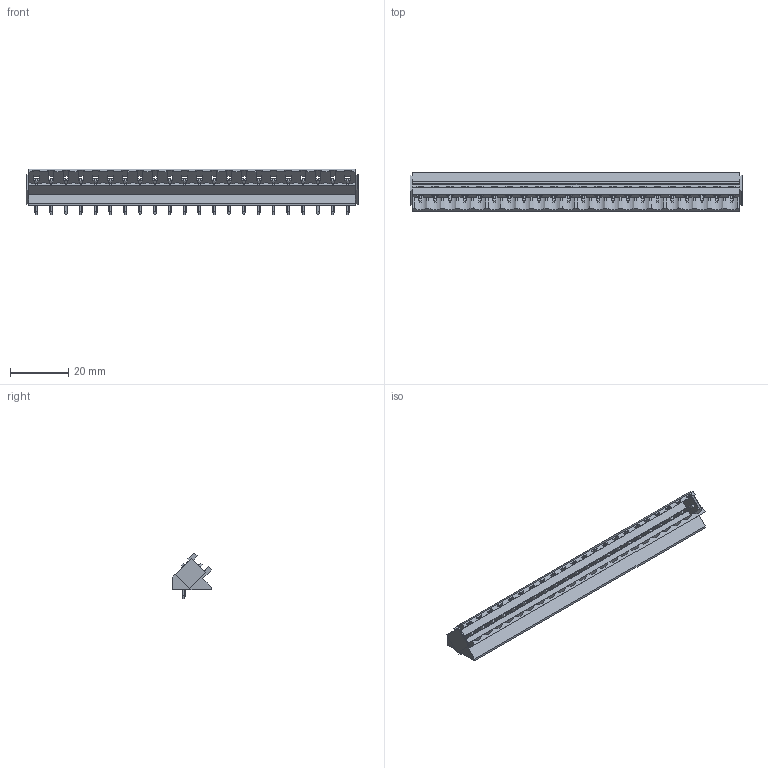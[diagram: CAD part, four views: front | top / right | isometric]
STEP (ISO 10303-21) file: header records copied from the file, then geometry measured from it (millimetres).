
FILE_DESCRIPTION(('CATIA V5 STEP Exchange','CAx-IF Rec.Pracs.--- Model Styling and Organization---1.2---2011-12-15'),'2;1');
FILE_NAME ('D1453252_0_1605730000_1605730000.stp','2018-10-10T04:23:14+00:00',('none'),('Weidmueller'),'CATIA Version 5-6 Release 2014','CATIA V5 STEP AP214','none');
FILE_SCHEMA(('AUTOMOTIVE_DESIGN { 1 0 10303 214 1 1 1 1 }'));
Length unit declared in the file: millimetre
Products named in the file (1): 1605730000
Bounding box: 113.76 x 13.3 x 15.67 mm (x, y, z)
Volume: 6927.1 mm3; surface area: 9235.2 mm2
Topology: 23 solids, 23 shells, 1120 faces, 3086 edges, 1968 vertices
Faces by surface type: plane 744, cylinder 376
Entity records: 39432 total; most frequent: CARTESIAN_POINT 13530, ORIENTED_EDGE 6172, DIRECTION 4020, EDGE_CURVE 3086, VECTOR 2334, LINE 2334, VERTEX_POINT 1968, EDGE_LOOP 1164
